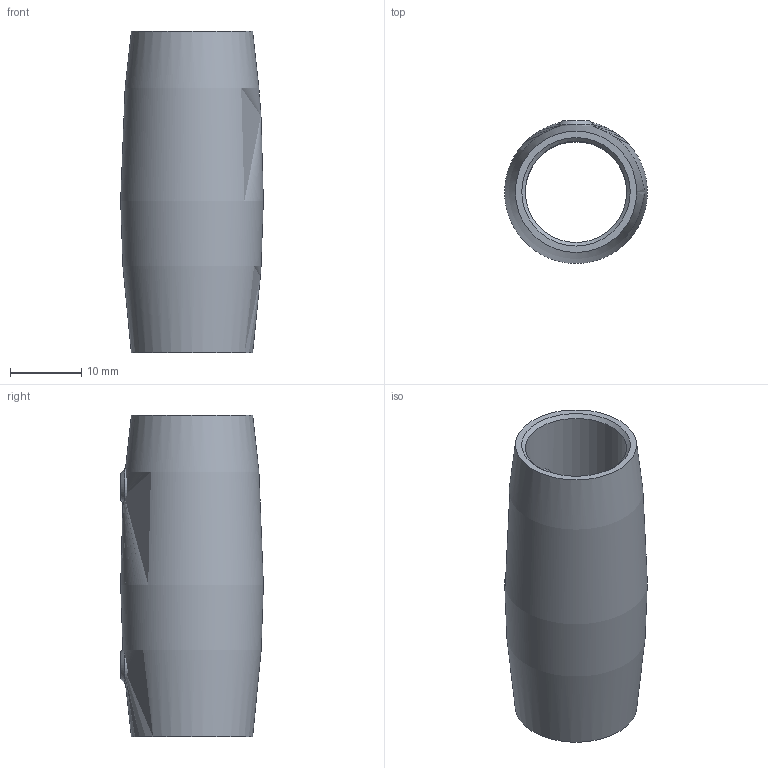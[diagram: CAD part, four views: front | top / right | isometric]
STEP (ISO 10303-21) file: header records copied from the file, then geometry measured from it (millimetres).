
FILE_DESCRIPTION (( 'STEP AP203' ), '1' );
FILE_NAME ('50492-240.STEP', '2023-02-13T08:16:19', ( '' ), ( '' ), 'SwSTEP 2.0', 'SolidWorks 2018', '' );
FILE_SCHEMA (( 'CONFIG_CONTROL_DESIGN' ));
Length unit declared in the file: millimetre
Products named in the file (3): 50492-240; 5049X-240 Teil1_50492-240 Teil1; DIN913_DIN 913 M5x3
Assembly tree (3 placements, depth 2):
  50492-240
    5049X-240 Teil1_50492-240 Teil1
    DIN913_DIN 913 M5x3  x2
Bounding box: 19.99 x 20 x 45 mm (x, y, z)
Volume: 5660.1 mm3; surface area: 5010.7 mm2
Topology: 3 solids, 3 shells, 267 faces, 690 edges, 455 vertices
Faces by surface type: plane 129, bspline 98, cylinder 31, cone 8, torus 1
Full cylindrical faces by diameter (mm): 4.2 x2, 5 x2, 14.2 x1
Entity records: 12396 total; most frequent: CARTESIAN_POINT 6652, ORIENTED_EDGE 1270, DIRECTION 829, EDGE_CURVE 635, VERTEX_POINT 426, LINE 307, VECTOR 307, EDGE_LOOP 291
